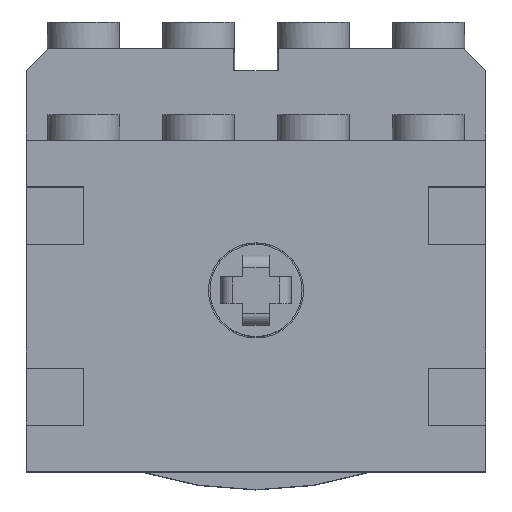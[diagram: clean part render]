
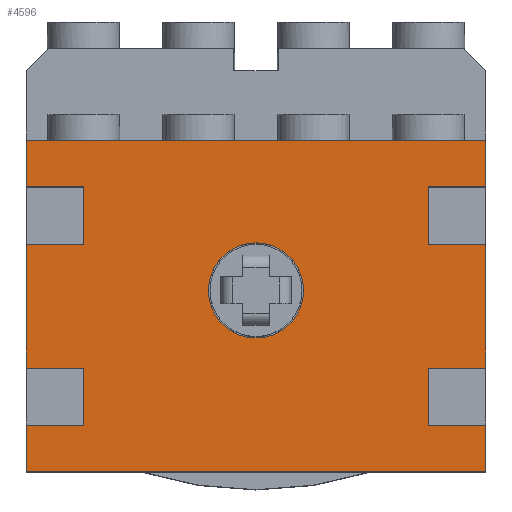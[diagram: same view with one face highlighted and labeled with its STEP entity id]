
A CAD part, top view. The second image highlights one B-rep face of the part: STEP entity #4596.
In plain terms, the highlighted planar face has unit normal (0, 0, 1).
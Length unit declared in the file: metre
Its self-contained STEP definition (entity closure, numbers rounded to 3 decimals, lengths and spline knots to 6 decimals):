
#13=DIRECTION('',(0.,-1.,0.));
#14=VECTOR('',#13,0.003124);
#15=CARTESIAN_POINT('',(-0.0156,0.022454,0.0156));
#16=LINE('',#15,#14);
#29=DIRECTION('',(0.,-1.,0.));
#30=VECTOR('',#29,0.008405);
#31=CARTESIAN_POINT('',(-0.0156,0.015429,0.0156));
#32=LINE('',#31,#30);
#45=DIRECTION('',(0.,-1.,0.));
#46=VECTOR('',#45,0.003124);
#47=CARTESIAN_POINT('',(-0.0156,0.003124,0.0156));
#48=LINE('',#47,#46);
#598=DIRECTION('',(0.,-1.,0.));
#599=VECTOR('',#598,0.003124);
#600=CARTESIAN_POINT('',(0.0156,0.003124,0.0156));
#601=LINE('',#600,#599);
#614=DIRECTION('',(0.,-1.,0.));
#615=VECTOR('',#614,0.008405);
#616=CARTESIAN_POINT('',(0.0156,0.015429,0.0156));
#617=LINE('',#616,#615);
#630=DIRECTION('',(0.,-1.,0.));
#631=VECTOR('',#630,0.003124);
#632=CARTESIAN_POINT('',(0.0156,0.022454,0.0156));
#633=LINE('',#632,#631);
#730=DIRECTION('',(1.,0.,0.));
#731=VECTOR('',#730,0.0312);
#732=CARTESIAN_POINT('',(-0.0156,0.,0.0156));
#733=LINE('',#732,#731);
#1183=DIRECTION('',(-1.,0.,0.));
#1184=VECTOR('',#1183,0.0039);
#1185=CARTESIAN_POINT('',(0.0156,0.019329,0.0156));
#1186=LINE('',#1185,#1184);
#1187=DIRECTION('',(0.,-1.,0.));
#1188=VECTOR('',#1187,0.0039);
#1189=CARTESIAN_POINT('',(0.0117,0.019329,0.0156));
#1190=LINE('',#1189,#1188);
#1191=DIRECTION('',(-1.,0.,0.));
#1192=VECTOR('',#1191,0.0039);
#1193=CARTESIAN_POINT('',(0.0156,0.015429,0.0156));
#1194=LINE('',#1193,#1192);
#1195=DIRECTION('',(-1.,0.,0.));
#1196=VECTOR('',#1195,0.0039);
#1197=CARTESIAN_POINT('',(0.0156,0.007024,0.0156));
#1198=LINE('',#1197,#1196);
#1199=DIRECTION('',(0.,-1.,0.));
#1200=VECTOR('',#1199,0.0039);
#1201=CARTESIAN_POINT('',(0.0117,0.007024,0.0156));
#1202=LINE('',#1201,#1200);
#1203=DIRECTION('',(-1.,0.,0.));
#1204=VECTOR('',#1203,0.0039);
#1205=CARTESIAN_POINT('',(0.0156,0.003124,0.0156));
#1206=LINE('',#1205,#1204);
#1207=DIRECTION('',(1.,0.,0.));
#1208=VECTOR('',#1207,0.0039);
#1209=CARTESIAN_POINT('',(-0.0156,0.003124,0.0156));
#1210=LINE('',#1209,#1208);
#1211=DIRECTION('',(0.,1.,0.));
#1212=VECTOR('',#1211,0.0039);
#1213=CARTESIAN_POINT('',(-0.0117,0.003124,0.0156));
#1214=LINE('',#1213,#1212);
#1215=DIRECTION('',(1.,0.,0.));
#1216=VECTOR('',#1215,0.0039);
#1217=CARTESIAN_POINT('',(-0.0156,0.007024,0.0156));
#1218=LINE('',#1217,#1216);
#1219=DIRECTION('',(1.,0.,0.));
#1220=VECTOR('',#1219,0.0039);
#1221=CARTESIAN_POINT('',(-0.0156,0.015429,0.0156));
#1222=LINE('',#1221,#1220);
#1223=DIRECTION('',(0.,1.,0.));
#1224=VECTOR('',#1223,0.0039);
#1225=CARTESIAN_POINT('',(-0.0117,0.015429,0.0156));
#1226=LINE('',#1225,#1224);
#1227=DIRECTION('',(1.,0.,0.));
#1228=VECTOR('',#1227,0.0039);
#1229=CARTESIAN_POINT('',(-0.0156,0.019329,0.0156));
#1230=LINE('',#1229,#1228);
#1231=DIRECTION('',(1.,0.,0.));
#1232=VECTOR('',#1231,0.0312);
#1233=CARTESIAN_POINT('',(-0.0156,0.022454,0.0156));
#1234=LINE('',#1233,#1232);
#1235=CARTESIAN_POINT('',(0.,0.012294,0.0156));
#1236=DIRECTION('',(0.,0.,1.));
#1237=DIRECTION('',(-1.,0.,0.));
#1238=AXIS2_PLACEMENT_3D('',#1235,#1236,#1237);
#1240=CARTESIAN_POINT('',(0.,0.012294,0.0156));
#1241=DIRECTION('',(0.,0.,1.));
#1242=DIRECTION('',(1.,0.,0.));
#1243=AXIS2_PLACEMENT_3D('',#1240,#1241,#1242);
#2307=CARTESIAN_POINT('',(-0.0156,0.,0.0156));
#2309=VERTEX_POINT('',#2307);
#2312=CARTESIAN_POINT('',(-0.0156,0.022454,0.0156));
#2314=VERTEX_POINT('',#2312);
#2315=CARTESIAN_POINT('',(0.0156,0.,0.0156));
#2317=VERTEX_POINT('',#2315);
#2320=CARTESIAN_POINT('',(0.0156,0.022454,0.0156));
#2322=VERTEX_POINT('',#2320);
#2435=CARTESIAN_POINT('',(-0.0156,0.015429,0.0156));
#2436=VERTEX_POINT('',#2435);
#2437=CARTESIAN_POINT('',(-0.0156,0.019329,0.0156));
#2438=VERTEX_POINT('',#2437);
#2439=CARTESIAN_POINT('',(-0.0156,0.003124,0.0156));
#2440=VERTEX_POINT('',#2439);
#2441=CARTESIAN_POINT('',(-0.0156,0.007024,0.0156));
#2442=VERTEX_POINT('',#2441);
#2451=CARTESIAN_POINT('',(0.0156,0.019329,0.0156));
#2452=VERTEX_POINT('',#2451);
#2453=CARTESIAN_POINT('',(0.0156,0.015429,0.0156));
#2454=VERTEX_POINT('',#2453);
#2455=CARTESIAN_POINT('',(0.0156,0.007024,0.0156));
#2456=VERTEX_POINT('',#2455);
#2457=CARTESIAN_POINT('',(0.0156,0.003124,0.0156));
#2458=VERTEX_POINT('',#2457);
#2459=CARTESIAN_POINT('',(0.0117,0.019329,0.0156));
#2460=VERTEX_POINT('',#2459);
#2461=CARTESIAN_POINT('',(0.0117,0.015429,0.0156));
#2462=VERTEX_POINT('',#2461);
#2463=CARTESIAN_POINT('',(0.0117,0.007024,0.0156));
#2464=VERTEX_POINT('',#2463);
#2465=CARTESIAN_POINT('',(0.0117,0.003124,0.0156));
#2466=VERTEX_POINT('',#2465);
#2467=CARTESIAN_POINT('',(-0.0117,0.015429,0.0156));
#2468=VERTEX_POINT('',#2467);
#2469=CARTESIAN_POINT('',(-0.0117,0.019329,0.0156));
#2470=VERTEX_POINT('',#2469);
#2471=CARTESIAN_POINT('',(-0.0117,0.003124,0.0156));
#2472=VERTEX_POINT('',#2471);
#2473=CARTESIAN_POINT('',(-0.0117,0.007024,0.0156));
#2474=VERTEX_POINT('',#2473);
#2904=CARTESIAN_POINT('',(-0.003226,0.012294,0.0156));
#2905=CARTESIAN_POINT('',(0.003226,0.012294,0.0156));
#2906=VERTEX_POINT('',#2904);
#2907=VERTEX_POINT('',#2905);
#4550=CARTESIAN_POINT('',(-0.0156,0.022454,0.0156));
#4551=DIRECTION('',(0.,0.,1.));
#4552=DIRECTION('',(0.,-1.,0.));
#4553=AXIS2_PLACEMENT_3D('',#4550,#4551,#4552);
#4554=PLANE('',#4553);
#4556=ORIENTED_EDGE('',*,*,#4555,.T.);
#4558=ORIENTED_EDGE('',*,*,#4557,.T.);
#4560=ORIENTED_EDGE('',*,*,#4559,.F.);
#4561=ORIENTED_EDGE('',*,*,#3681,.T.);
#4563=ORIENTED_EDGE('',*,*,#4562,.T.);
#4565=ORIENTED_EDGE('',*,*,#4564,.T.);
#4567=ORIENTED_EDGE('',*,*,#4566,.F.);
#4568=ORIENTED_EDGE('',*,*,#3673,.T.);
#4569=ORIENTED_EDGE('',*,*,#3708,.F.);
#4570=ORIENTED_EDGE('',*,*,#3007,.F.);
#4572=ORIENTED_EDGE('',*,*,#4571,.T.);
#4574=ORIENTED_EDGE('',*,*,#4573,.T.);
#4576=ORIENTED_EDGE('',*,*,#4575,.F.);
#4577=ORIENTED_EDGE('',*,*,#2999,.F.);
#4579=ORIENTED_EDGE('',*,*,#4578,.T.);
#4581=ORIENTED_EDGE('',*,*,#4580,.T.);
#4583=ORIENTED_EDGE('',*,*,#4582,.F.);
#4584=ORIENTED_EDGE('',*,*,#2991,.F.);
#4586=ORIENTED_EDGE('',*,*,#4585,.T.);
#4587=ORIENTED_EDGE('',*,*,#3689,.T.);
#4588=EDGE_LOOP('',(#4556,#4558,#4560,#4561,#4563,#4565,#4567,#4568,#4569,#4570,
#4572,#4574,#4576,#4577,#4579,#4581,#4583,#4584,#4586,#4587));
#4589=FACE_OUTER_BOUND('',#4588,.F.);
#4591=ORIENTED_EDGE('',*,*,#4590,.T.);
#4593=ORIENTED_EDGE('',*,*,#4592,.T.);
#4594=EDGE_LOOP('',(#4591,#4593));
#4595=FACE_BOUND('',#4594,.F.);
#4596=ADVANCED_FACE('',(#4589,#4595),#4554,.T.);
#1239=CIRCLE('',#1238,0.003226);
#1244=CIRCLE('',#1243,0.003226);
#2991=EDGE_CURVE('',#2314,#2438,#16,.T.);
#2999=EDGE_CURVE('',#2436,#2442,#32,.T.);
#3007=EDGE_CURVE('',#2440,#2309,#48,.T.);
#3673=EDGE_CURVE('',#2458,#2317,#601,.T.);
#3681=EDGE_CURVE('',#2454,#2456,#617,.T.);
#3689=EDGE_CURVE('',#2322,#2452,#633,.T.);
#3708=EDGE_CURVE('',#2309,#2317,#733,.T.);
#4555=EDGE_CURVE('',#2452,#2460,#1186,.T.);
#4557=EDGE_CURVE('',#2460,#2462,#1190,.T.);
#4559=EDGE_CURVE('',#2454,#2462,#1194,.T.);
#4562=EDGE_CURVE('',#2456,#2464,#1198,.T.);
#4564=EDGE_CURVE('',#2464,#2466,#1202,.T.);
#4566=EDGE_CURVE('',#2458,#2466,#1206,.T.);
#4571=EDGE_CURVE('',#2440,#2472,#1210,.T.);
#4573=EDGE_CURVE('',#2472,#2474,#1214,.T.);
#4575=EDGE_CURVE('',#2442,#2474,#1218,.T.);
#4578=EDGE_CURVE('',#2436,#2468,#1222,.T.);
#4580=EDGE_CURVE('',#2468,#2470,#1226,.T.);
#4582=EDGE_CURVE('',#2438,#2470,#1230,.T.);
#4585=EDGE_CURVE('',#2314,#2322,#1234,.T.);
#4590=EDGE_CURVE('',#2906,#2907,#1239,.T.);
#4592=EDGE_CURVE('',#2907,#2906,#1244,.T.);
